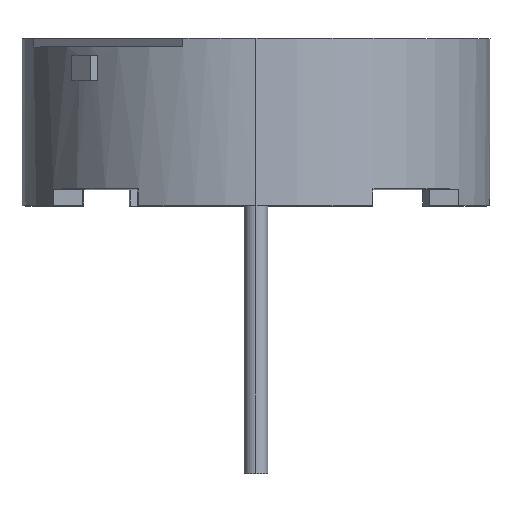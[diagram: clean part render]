
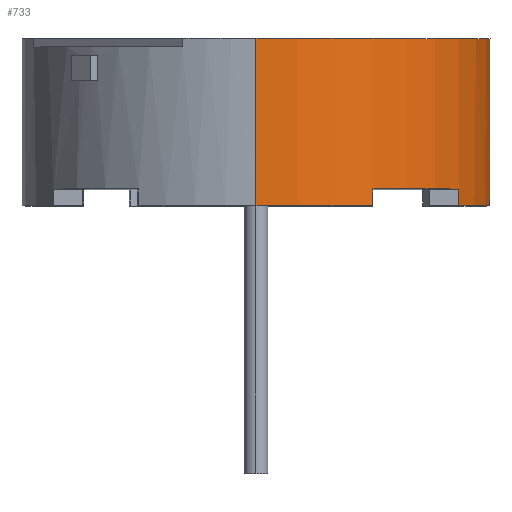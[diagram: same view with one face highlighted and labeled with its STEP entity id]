
A CAD part, top view. The second image highlights one B-rep face of the part: STEP entity #733.
In plain terms, the highlighted cylindrical face has radius 7 mm (diameter 14 mm), a partial arc.
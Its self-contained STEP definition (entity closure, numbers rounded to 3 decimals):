
#1 = CARTESIAN_POINT ( 'NONE',  ( 0., 0.5, 0. ) ) ;
#23 = CARTESIAN_POINT ( 'NONE',  ( 5.887, 0.5, -3.788 ) ) ;
#27 = VECTOR ( 'NONE', #203, 1000. ) ;
#49 = CARTESIAN_POINT ( 'NONE',  ( 0., 5., 0. ) ) ;
#60 = EDGE_CURVE ( 'NONE', #1077, #408, #1426, .T. ) ;
#64 = EDGE_CURVE ( 'NONE', #439, #1260, #241, .T. ) ;
#67 = EDGE_CURVE ( 'NONE', #1059, #1159, #831, .T. ) ;
#81 = CARTESIAN_POINT ( 'NONE',  ( 6.062, 0., 3.5 ) ) ;
#101 = EDGE_CURVE ( 'NONE', #784, #1203, #507, .T. ) ;
#105 = ORIENTED_EDGE ( 'NONE', *, *, #1433, .T. ) ;
#110 = VERTEX_POINT ( 'NONE', #1293 ) ;
#118 = DIRECTION ( 'NONE',  ( 0., 0., -1. ) ) ;
#129 = CARTESIAN_POINT ( 'NONE',  ( 0., 0., 0. ) ) ;
#130 = AXIS2_PLACEMENT_3D ( 'NONE', #832, #841, #671 ) ;
#144 = AXIS2_PLACEMENT_3D ( 'NONE', #49, #837, #1057 ) ;
#153 = AXIS2_PLACEMENT_3D ( 'NONE', #1122, #457, #1243 ) ;
#154 = VECTOR ( 'NONE', #491, 1000. ) ;
#160 = CARTESIAN_POINT ( 'NONE',  ( 0., 0., 7. ) ) ;
#169 = CARTESIAN_POINT ( 'NONE',  ( 5.887, 0., -3.788 ) ) ;
#186 = CARTESIAN_POINT ( 'NONE',  ( 0., 0., 7. ) ) ;
#192 = AXIS2_PLACEMENT_3D ( 'NONE', #1, #789, #118 ) ;
#194 = ORIENTED_EDGE ( 'NONE', *, *, #67, .F. ) ;
#203 = DIRECTION ( 'NONE',  ( 0., 1., 0. ) ) ;
#229 = EDGE_CURVE ( 'NONE', #289, #1292, #909, .T. ) ;
#241 = LINE ( 'NONE', #169, #544 ) ;
#245 = CARTESIAN_POINT ( 'NONE',  ( 0., 0., -7. ) ) ;
#270 = CIRCLE ( 'NONE', #777, 7. ) ;
#281 = ORIENTED_EDGE ( 'NONE', *, *, #1066, .F. ) ;
#289 = VERTEX_POINT ( 'NONE', #884 ) ;
#296 = EDGE_CURVE ( 'NONE', #439, #1203, #555, .T. ) ;
#315 = CYLINDRICAL_SURFACE ( 'NONE', #130, 7. ) ;
#330 = CARTESIAN_POINT ( 'NONE',  ( 3.5, 0.5, -6.062 ) ) ;
#390 = DIRECTION ( 'NONE',  ( 0., 0., -1. ) ) ;
#408 = VERTEX_POINT ( 'NONE', #1012 ) ;
#413 = LINE ( 'NONE', #160, #154 ) ;
#419 = ORIENTED_EDGE ( 'NONE', *, *, #101, .F. ) ;
#420 = ORIENTED_EDGE ( 'NONE', *, *, #296, .T. ) ;
#439 = VERTEX_POINT ( 'NONE', #23 ) ;
#443 = DIRECTION ( 'NONE',  ( 0., 1., 0. ) ) ;
#457 = DIRECTION ( 'NONE',  ( 0., -1., 0. ) ) ;
#467 = VECTOR ( 'NONE', #1178, 1000. ) ;
#490 = ORIENTED_EDGE ( 'NONE', *, *, #64, .F. ) ;
#491 = DIRECTION ( 'NONE',  ( 0., -1., 0. ) ) ;
#496 = DIRECTION ( 'NONE',  ( 0., -1., 0. ) ) ;
#507 = LINE ( 'NONE', #621, #467 ) ;
#532 = CARTESIAN_POINT ( 'NONE',  ( 3.5, 0.5, 6.062 ) ) ;
#539 = DIRECTION ( 'NONE',  ( 0., -1., 0. ) ) ;
#544 = VECTOR ( 'NONE', #934, 1000. ) ;
#552 = CIRCLE ( 'NONE', #584, 7. ) ;
#555 = CIRCLE ( 'NONE', #192, 7. ) ;
#584 = AXIS2_PLACEMENT_3D ( 'NONE', #1330, #443, #390 ) ;
#587 = VECTOR ( 'NONE', #806, 1000. ) ;
#590 = CIRCLE ( 'NONE', #153, 7. ) ;
#621 = CARTESIAN_POINT ( 'NONE',  ( 3.5, 0., -6.062 ) ) ;
#654 = AXIS2_PLACEMENT_3D ( 'NONE', #129, #998, #1333 ) ;
#671 = DIRECTION ( 'NONE',  ( 0., 0., -1. ) ) ;
#733 = ADVANCED_FACE ( 'NONE', ( #941 ), #315, .T. ) ;
#748 = ORIENTED_EDGE ( 'NONE', *, *, #60, .T. ) ;
#770 = EDGE_CURVE ( 'NONE', #1077, #110, #1436, .T. ) ;
#773 = CARTESIAN_POINT ( 'NONE',  ( 3.5, 0., -6.062 ) ) ;
#777 = AXIS2_PLACEMENT_3D ( 'NONE', #1208, #539, #1314 ) ;
#784 = VERTEX_POINT ( 'NONE', #773 ) ;
#789 = DIRECTION ( 'NONE',  ( 0., 1., 0. ) ) ;
#793 = EDGE_CURVE ( 'NONE', #1059, #1292, #552, .T. ) ;
#806 = DIRECTION ( 'NONE',  ( 0., -1., 0. ) ) ;
#819 = ORIENTED_EDGE ( 'NONE', *, *, #229, .F. ) ;
#831 = LINE ( 'NONE', #1284, #1096 ) ;
#832 = CARTESIAN_POINT ( 'NONE',  ( 0., 0., 0. ) ) ;
#837 = DIRECTION ( 'NONE',  ( 0., -1., 0. ) ) ;
#838 = EDGE_CURVE ( 'NONE', #110, #784, #1289, .T. ) ;
#841 = DIRECTION ( 'NONE',  ( 0., -1., 0. ) ) ;
#884 = CARTESIAN_POINT ( 'NONE',  ( 6.062, 0., 3.5 ) ) ;
#890 = CARTESIAN_POINT ( 'NONE',  ( 5.887, 0., -3.788 ) ) ;
#906 = ORIENTED_EDGE ( 'NONE', *, *, #793, .T. ) ;
#909 = LINE ( 'NONE', #81, #27 ) ;
#913 = ORIENTED_EDGE ( 'NONE', *, *, #770, .F. ) ;
#934 = DIRECTION ( 'NONE',  ( 0., -1., 0. ) ) ;
#941 = FACE_OUTER_BOUND ( 'NONE', #1109, .T. ) ;
#970 = VERTEX_POINT ( 'NONE', #186 ) ;
#998 = DIRECTION ( 'NONE',  ( 0., -1., 0. ) ) ;
#1012 = CARTESIAN_POINT ( 'NONE',  ( 0., 5., 7. ) ) ;
#1057 = DIRECTION ( 'NONE',  ( 0., 0., -1. ) ) ;
#1059 = VERTEX_POINT ( 'NONE', #532 ) ;
#1066 = EDGE_CURVE ( 'NONE', #1159, #970, #270, .T. ) ;
#1077 = VERTEX_POINT ( 'NONE', #1427 ) ;
#1096 = VECTOR ( 'NONE', #496, 1000. ) ;
#1109 = EDGE_LOOP ( 'NONE', ( #748, #105, #281, #194, #906, #819, #1397, #490, #420, #419, #1264, #913 ) ) ;
#1122 = CARTESIAN_POINT ( 'NONE',  ( 0., 0., 0. ) ) ;
#1159 = VERTEX_POINT ( 'NONE', #1329 ) ;
#1178 = DIRECTION ( 'NONE',  ( 0., 1., 0. ) ) ;
#1203 = VERTEX_POINT ( 'NONE', #330 ) ;
#1208 = CARTESIAN_POINT ( 'NONE',  ( 0., 0., 0. ) ) ;
#1224 = EDGE_CURVE ( 'NONE', #1260, #289, #590, .T. ) ;
#1243 = DIRECTION ( 'NONE',  ( 0., 0., -1. ) ) ;
#1245 = CARTESIAN_POINT ( 'NONE',  ( 6.062, 0.5, 3.5 ) ) ;
#1260 = VERTEX_POINT ( 'NONE', #890 ) ;
#1264 = ORIENTED_EDGE ( 'NONE', *, *, #838, .F. ) ;
#1284 = CARTESIAN_POINT ( 'NONE',  ( 3.5, 0., 6.062 ) ) ;
#1289 = CIRCLE ( 'NONE', #654, 7. ) ;
#1292 = VERTEX_POINT ( 'NONE', #1245 ) ;
#1293 = CARTESIAN_POINT ( 'NONE',  ( 0., 0., -7. ) ) ;
#1314 = DIRECTION ( 'NONE',  ( 0., 0., -1. ) ) ;
#1329 = CARTESIAN_POINT ( 'NONE',  ( 3.5, 0., 6.062 ) ) ;
#1330 = CARTESIAN_POINT ( 'NONE',  ( 0., 0.5, 0. ) ) ;
#1333 = DIRECTION ( 'NONE',  ( 0., 0., -1. ) ) ;
#1397 = ORIENTED_EDGE ( 'NONE', *, *, #1224, .F. ) ;
#1426 = CIRCLE ( 'NONE', #144, 7. ) ;
#1427 = CARTESIAN_POINT ( 'NONE',  ( 0., 5., -7. ) ) ;
#1433 = EDGE_CURVE ( 'NONE', #408, #970, #413, .T. ) ;
#1436 = LINE ( 'NONE', #245, #587 ) ;
